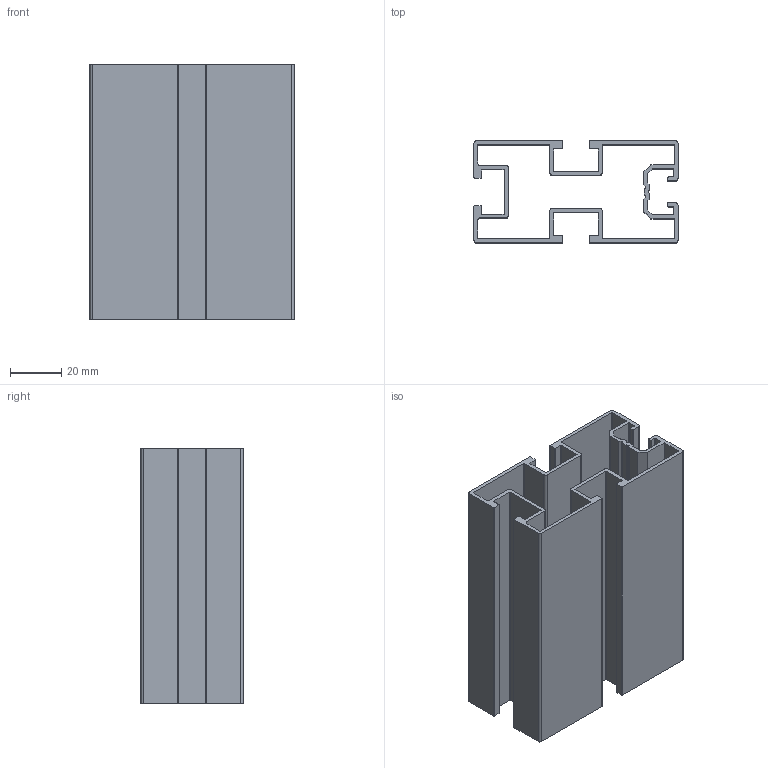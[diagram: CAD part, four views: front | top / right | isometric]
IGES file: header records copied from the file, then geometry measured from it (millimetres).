
Global section: file name: 90443; native system: Autodesk Inventor 2021; preprocessor: unknown; date: 20230621.152601; units: millimetre
Bounding box: 80 x 40 x 100 mm (x, y, z)
Volume: 57404.2 mm3; surface area: 72661.3 mm2
Topology: 1 solids, 1 shells, 170 faces, 504 edges, 336 vertices
Faces by surface type: bspline 170
